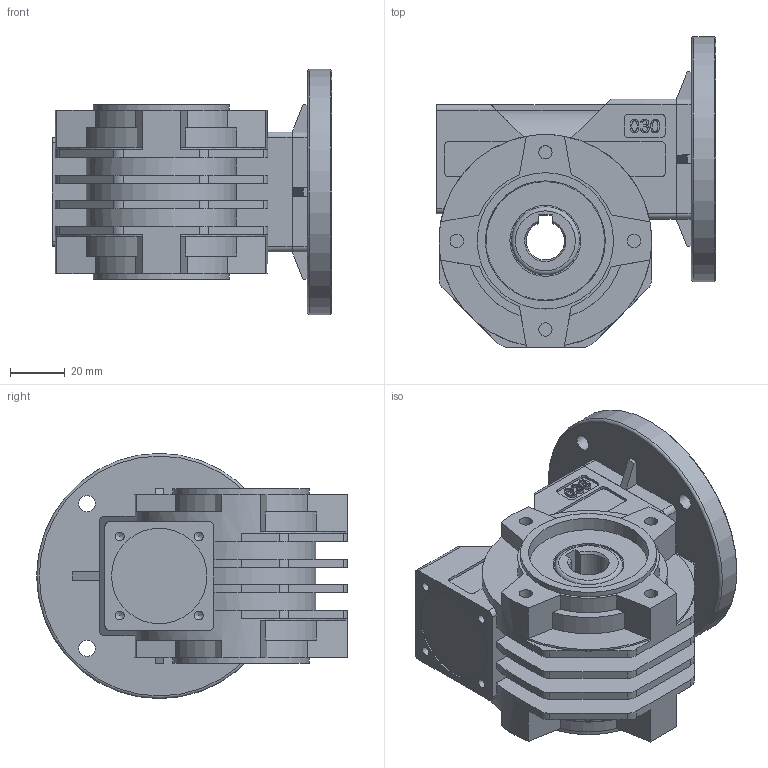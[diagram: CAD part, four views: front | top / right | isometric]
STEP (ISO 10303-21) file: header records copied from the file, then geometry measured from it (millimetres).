
FILE_DESCRIPTION(/* description */ ('Unknown'),/* implementation_level */ '2;1');
FILE_NAME(/* name */ '_P_030_FB_xxx_C_0_-P_B3_-B_',/* time_stamp */ '2025-09-09T12:55:20+02:00',/* author */ ('Unknown'),/* organization */ ('Unknown'),/* preprocessor_version */ 'ST-DEVELOPER v18.104',/* originating_system */ 'Solid Edge',/* authorisation */ 'Unknown');
FILE_SCHEMA (('AUTOMOTIVE_DESIGN {1 0 10303 214 3 1 1}'));
Length unit declared in the file: millimetre
Products named in the file (4): _P_030_FB_xxx_C_0_-P_B3_-B_; _B_030_FB__; 0305091P; 0304045
Assembly tree (3 placements, depth 2):
  _P_030_FB_xxx_C_0_-P_B3_-B_
    _B_030_FB__
    0305091P
    0304045
Bounding box: 102.5 x 114 x 90 mm (x, y, z)
Volume: 321897 mm3; surface area: 72568.5 mm2
Topology: 3 solids, 3 shells, 336 faces, 864 edges, 572 vertices
Faces by surface type: plane 206, cylinder 110, bspline 8, cone 8, torus 4
Full cylindrical faces by diameter (mm): 3.242 x4, 4.134 x4, 4.917 x8, 6 x4, 12 x1, 17 x1, 20 x2, 24 x1, 26 x2, 30 x1, 35 x1, 37 x2, 44 x1, 50 x2, 58 x1, 60 x1, 90 x1
Entity records: 14682 total; most frequent: CARTESIAN_POINT 4251, DIRECTION 1716, ORIENTED_EDGE 1590, EDGE_CURVE 795, AXIS2_PLACEMENT_3D 615, VERTEX_POINT 558, LINE 486, VECTOR 486
